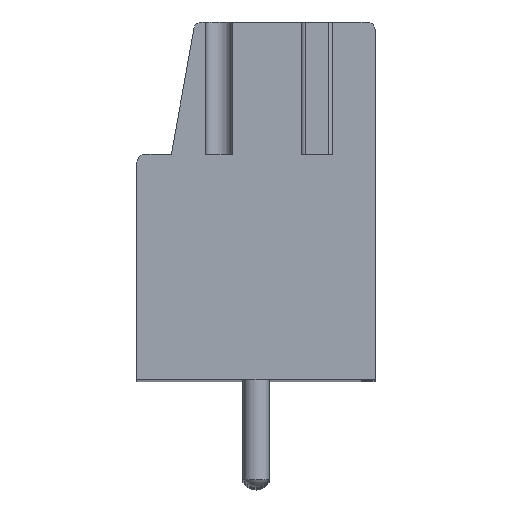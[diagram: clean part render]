
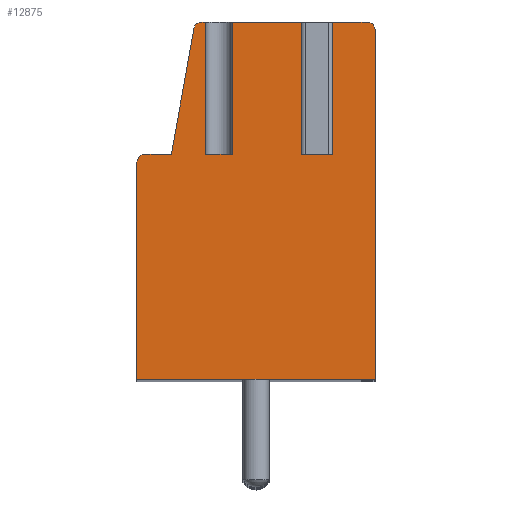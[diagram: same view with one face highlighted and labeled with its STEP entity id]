
A CAD part, top view. The second image highlights one B-rep face of the part: STEP entity #12875.
In plain terms, the highlighted planar face has unit normal (0, 0, 1).
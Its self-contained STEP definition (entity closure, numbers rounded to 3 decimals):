
#52=DIRECTION('',(1.,0.,0.));
#53=VECTOR('',#52,1.);
#54=CARTESIAN_POINT('',(-1.9,3.36,52.5));
#55=LINE('',#54,#53);
#56=DIRECTION('',(0.,1.,0.));
#57=VECTOR('',#56,5.);
#58=CARTESIAN_POINT('',(-0.9,3.36,52.5));
#59=LINE('',#58,#57);
#60=DIRECTION('',(-1.,0.,0.));
#61=VECTOR('',#60,2.8);
#62=CARTESIAN_POINT('',(1.9,8.36,52.5));
#63=LINE('',#62,#61);
#64=DIRECTION('',(0.,1.,0.));
#65=VECTOR('',#64,5.);
#66=CARTESIAN_POINT('',(1.9,3.36,52.5));
#67=LINE('',#66,#65);
#68=DIRECTION('',(1.,0.,0.));
#69=VECTOR('',#68,0.8);
#70=CARTESIAN_POINT('',(1.9,3.36,52.5));
#71=LINE('',#70,#69);
#72=DIRECTION('',(0.,1.,0.));
#73=VECTOR('',#72,5.);
#74=CARTESIAN_POINT('',(2.7,3.36,52.5));
#75=LINE('',#74,#73);
#76=DIRECTION('',(-1.,0.,0.));
#77=VECTOR('',#76,1.5);
#78=CARTESIAN_POINT('',(4.2,8.36,52.5));
#79=LINE('',#78,#77);
#80=CARTESIAN_POINT('',(4.2,8.06,52.5));
#81=DIRECTION('',(0.,0.,1.));
#82=DIRECTION('',(1.,0.,0.));
#83=AXIS2_PLACEMENT_3D('',#80,#81,#82);
#85=DIRECTION('',(0.,1.,0.));
#86=VECTOR('',#85,13.2);
#87=CARTESIAN_POINT('',(4.5,-5.14,52.5));
#88=LINE('',#87,#86);
#89=DIRECTION('',(1.,0.,0.));
#90=VECTOR('',#89,9.);
#91=CARTESIAN_POINT('',(-4.5,-5.14,52.5));
#92=LINE('',#91,#90);
#93=DIRECTION('',(0.,-1.,0.));
#94=VECTOR('',#93,8.2);
#95=CARTESIAN_POINT('',(-4.5,3.06,52.5));
#96=LINE('',#95,#94);
#97=CARTESIAN_POINT('',(-4.2,3.06,52.5));
#98=DIRECTION('',(0.,0.,1.));
#99=DIRECTION('',(0.,1.,0.));
#100=AXIS2_PLACEMENT_3D('',#97,#98,#99);
#102=DIRECTION('',(-1.,0.,0.));
#103=VECTOR('',#102,1.);
#104=CARTESIAN_POINT('',(-3.2,3.36,52.5));
#105=LINE('',#104,#103);
#106=DIRECTION('',(-0.177,-0.984,0.));
#107=VECTOR('',#106,4.829);
#108=CARTESIAN_POINT('',(-2.345,8.113,52.5));
#109=LINE('',#108,#107);
#110=CARTESIAN_POINT('',(-2.05,8.06,52.5));
#111=DIRECTION('',(0.,0.,1.));
#112=DIRECTION('',(0.,1.,0.));
#113=AXIS2_PLACEMENT_3D('',#110,#111,#112);
#115=DIRECTION('',(-1.,0.,0.));
#116=VECTOR('',#115,0.15);
#117=CARTESIAN_POINT('',(-1.9,8.36,52.5));
#118=LINE('',#117,#116);
#119=DIRECTION('',(0.,1.,0.));
#120=VECTOR('',#119,5.);
#121=CARTESIAN_POINT('',(-1.9,3.36,52.5));
#122=LINE('',#121,#120);
#9979=CARTESIAN_POINT('',(4.5,-5.14,52.5));
#9980=CARTESIAN_POINT('',(4.5,8.06,52.5));
#9981=VERTEX_POINT('',#9979);
#9982=VERTEX_POINT('',#9980);
#9983=CARTESIAN_POINT('',(4.2,8.36,52.5));
#9984=VERTEX_POINT('',#9983);
#9985=CARTESIAN_POINT('',(-2.05,8.36,52.5));
#9986=CARTESIAN_POINT('',(-2.345,8.113,52.5));
#9987=VERTEX_POINT('',#9985);
#9988=VERTEX_POINT('',#9986);
#9989=CARTESIAN_POINT('',(-3.2,3.36,52.5));
#9990=VERTEX_POINT('',#9989);
#9991=CARTESIAN_POINT('',(-4.2,3.36,52.5));
#9992=VERTEX_POINT('',#9991);
#9993=CARTESIAN_POINT('',(-4.5,3.06,52.5));
#9994=VERTEX_POINT('',#9993);
#9995=CARTESIAN_POINT('',(-4.5,-5.14,52.5));
#9996=VERTEX_POINT('',#9995);
#10294=CARTESIAN_POINT('',(1.9,3.36,52.5));
#10295=CARTESIAN_POINT('',(2.7,3.36,52.5));
#10296=VERTEX_POINT('',#10294);
#10297=VERTEX_POINT('',#10295);
#10298=CARTESIAN_POINT('',(2.7,8.36,52.5));
#10299=VERTEX_POINT('',#10298);
#10300=CARTESIAN_POINT('',(1.9,8.36,52.5));
#10301=VERTEX_POINT('',#10300);
#10322=CARTESIAN_POINT('',(-1.9,3.36,52.5));
#10323=CARTESIAN_POINT('',(-0.9,3.36,52.5));
#10324=VERTEX_POINT('',#10322);
#10325=VERTEX_POINT('',#10323);
#10326=CARTESIAN_POINT('',(-0.9,8.36,52.5));
#10327=VERTEX_POINT('',#10326);
#10328=CARTESIAN_POINT('',(-1.9,8.36,52.5));
#10329=VERTEX_POINT('',#10328);
#12834=CARTESIAN_POINT('',(0.,0.,52.5));
#12835=DIRECTION('',(0.,0.,1.));
#12836=DIRECTION('',(1.,0.,0.));
#12837=AXIS2_PLACEMENT_3D('',#12834,#12835,#12836);
#12838=PLANE('',#12837);
#12840=ORIENTED_EDGE('',*,*,#12839,.T.);
#12842=ORIENTED_EDGE('',*,*,#12841,.T.);
#12844=ORIENTED_EDGE('',*,*,#12843,.F.);
#12846=ORIENTED_EDGE('',*,*,#12845,.F.);
#12848=ORIENTED_EDGE('',*,*,#12847,.T.);
#12850=ORIENTED_EDGE('',*,*,#12849,.T.);
#12852=ORIENTED_EDGE('',*,*,#12851,.F.);
#12854=ORIENTED_EDGE('',*,*,#12853,.F.);
#12856=ORIENTED_EDGE('',*,*,#12855,.F.);
#12858=ORIENTED_EDGE('',*,*,#12857,.F.);
#12860=ORIENTED_EDGE('',*,*,#12859,.F.);
#12862=ORIENTED_EDGE('',*,*,#12861,.F.);
#12864=ORIENTED_EDGE('',*,*,#12863,.F.);
#12866=ORIENTED_EDGE('',*,*,#12865,.F.);
#12868=ORIENTED_EDGE('',*,*,#12867,.F.);
#12870=ORIENTED_EDGE('',*,*,#12869,.F.);
#12872=ORIENTED_EDGE('',*,*,#12871,.F.);
#12873=EDGE_LOOP('',(#12840,#12842,#12844,#12846,#12848,#12850,#12852,#12854,
#12856,#12858,#12860,#12862,#12864,#12866,#12868,#12870,#12872));
#12874=FACE_OUTER_BOUND('',#12873,.F.);
#84=CIRCLE('',#83,0.3);
#101=CIRCLE('',#100,0.3);
#114=CIRCLE('',#113,0.3);
#12839=EDGE_CURVE('',#10324,#10325,#55,.T.);
#12841=EDGE_CURVE('',#10325,#10327,#59,.T.);
#12843=EDGE_CURVE('',#10301,#10327,#63,.T.);
#12845=EDGE_CURVE('',#10296,#10301,#67,.T.);
#12847=EDGE_CURVE('',#10296,#10297,#71,.T.);
#12849=EDGE_CURVE('',#10297,#10299,#75,.T.);
#12851=EDGE_CURVE('',#9984,#10299,#79,.T.);
#12853=EDGE_CURVE('',#9982,#9984,#84,.T.);
#12855=EDGE_CURVE('',#9981,#9982,#88,.T.);
#12857=EDGE_CURVE('',#9996,#9981,#92,.T.);
#12859=EDGE_CURVE('',#9994,#9996,#96,.T.);
#12861=EDGE_CURVE('',#9992,#9994,#101,.T.);
#12863=EDGE_CURVE('',#9990,#9992,#105,.T.);
#12865=EDGE_CURVE('',#9988,#9990,#109,.T.);
#12867=EDGE_CURVE('',#9987,#9988,#114,.T.);
#12869=EDGE_CURVE('',#10329,#9987,#118,.T.);
#12871=EDGE_CURVE('',#10324,#10329,#122,.T.);
#12875=ADVANCED_FACE('',(#12874),#12838,.T.);
